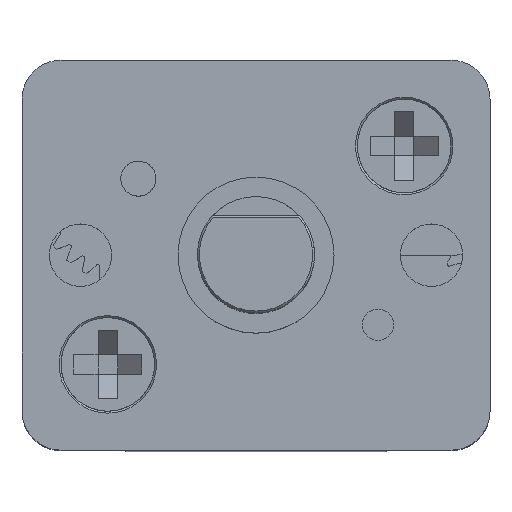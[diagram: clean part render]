
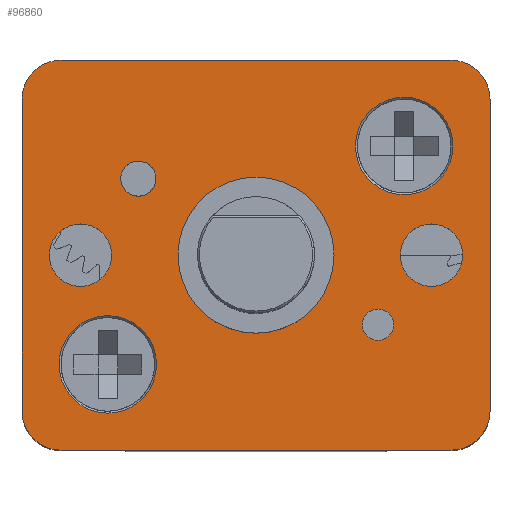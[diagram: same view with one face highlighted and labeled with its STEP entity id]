
A CAD part, top view. The second image highlights one B-rep face of the part: STEP entity #96860.
In plain terms, the highlighted planar face has unit normal (0, 0, 1).
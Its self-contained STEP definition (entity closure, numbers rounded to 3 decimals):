
#1395 = EDGE_CURVE ( 'NONE', #105874, #105874, #9304, .T. ) ;
#2698 = CARTESIAN_POINT ( 'NONE',  ( 5., -4., 9. ) ) ;
#4113 = CARTESIAN_POINT ( 'NONE',  ( 4.5, 0., 9. ) ) ;
#4138 = EDGE_CURVE ( 'NONE', #105749, #65129, #94346, .T. ) ;
#5060 = CARTESIAN_POINT ( 'NONE',  ( -5., 5., 9. ) ) ;
#5096 = FACE_BOUND ( 'NONE', #35220, .T. ) ;
#5670 = CARTESIAN_POINT ( 'NONE',  ( 3.128, -1.782, 9. ) ) ;
#6568 = DIRECTION ( 'NONE',  ( 1., 0., 0. ) ) ;
#7050 = AXIS2_PLACEMENT_3D ( 'NONE', #24002, #59645, #16145 ) ;
#7675 = EDGE_LOOP ( 'NONE', ( #27129 ) ) ;
#7724 = DIRECTION ( 'NONE',  ( 0., 0., -1. ) ) ;
#8475 = DIRECTION ( 'NONE',  ( 1., 0., 0. ) ) ;
#8805 = CARTESIAN_POINT ( 'NONE',  ( -5.05, -2.8, 9. ) ) ;
#9304 = CIRCLE ( 'NONE', #101363, 0.45 ) ;
#9409 = LINE ( 'NONE', #39578, #26175 ) ;
#9893 = EDGE_CURVE ( 'NONE', #92236, #62162, #110703, .T. ) ;
#9926 = VERTEX_POINT ( 'NONE', #8805 ) ;
#11473 = DIRECTION ( 'NONE',  ( 1., 0., 0. ) ) ;
#12139 = ORIENTED_EDGE ( 'NONE', *, *, #36908, .F. ) ;
#12560 = AXIS2_PLACEMENT_3D ( 'NONE', #40371, #7724, #6568 ) ;
#12617 = VERTEX_POINT ( 'NONE', #79251 ) ;
#13566 = ORIENTED_EDGE ( 'NONE', *, *, #104250, .F. ) ;
#13852 = CARTESIAN_POINT ( 'NONE',  ( -6., 5., 9. ) ) ;
#16145 = DIRECTION ( 'NONE',  ( 1., 0., 0. ) ) ;
#16902 = VERTEX_POINT ( 'NONE', #44510 ) ;
#18570 = DIRECTION ( 'NONE',  ( 0., 0., 1. ) ) ;
#18953 = DIRECTION ( 'NONE',  ( 0., 0., -1. ) ) ;
#19968 = EDGE_CURVE ( 'NONE', #59929, #59929, #46941, .T. ) ;
#21086 = ORIENTED_EDGE ( 'NONE', *, *, #32668, .F. ) ;
#22664 = AXIS2_PLACEMENT_3D ( 'NONE', #2698, #38772, #83432 ) ;
#23137 = FACE_OUTER_BOUND ( 'NONE', #82629, .T. ) ;
#23220 = VERTEX_POINT ( 'NONE', #52989 ) ;
#24002 = CARTESIAN_POINT ( 'NONE',  ( -4.5, 0., 9. ) ) ;
#24991 = CIRCLE ( 'NONE', #96963, 0.8 ) ;
#25852 = CIRCLE ( 'NONE', #64229, 1. ) ;
#26175 = VECTOR ( 'NONE', #65996, 1000. ) ;
#27129 = ORIENTED_EDGE ( 'NONE', *, *, #32208, .T. ) ;
#27485 = EDGE_LOOP ( 'NONE', ( #86301 ) ) ;
#29007 = CARTESIAN_POINT ( 'NONE',  ( 3.528, -1.782, 9. ) ) ;
#29507 = AXIS2_PLACEMENT_3D ( 'NONE', #63566, #18953, #81095 ) ;
#30684 = ORIENTED_EDGE ( 'NONE', *, *, #56602, .F. ) ;
#31400 = DIRECTION ( 'NONE',  ( 0., 0., -1. ) ) ;
#31460 = EDGE_CURVE ( 'NONE', #112727, #112727, #70703, .T. ) ;
#31827 = EDGE_CURVE ( 'NONE', #70290, #12617, #9409, .T. ) ;
#32208 = EDGE_CURVE ( 'NONE', #16902, #16902, #55072, .T. ) ;
#32668 = EDGE_CURVE ( 'NONE', #36660, #23220, #35504, .T. ) ;
#33547 = EDGE_CURVE ( 'NONE', #12617, #105749, #101341, .T. ) ;
#33769 = AXIS2_PLACEMENT_3D ( 'NONE', #37945, #46492, #46863 ) ;
#35220 = EDGE_LOOP ( 'NONE', ( #99080 ) ) ;
#35504 = LINE ( 'NONE', #38558, #47972 ) ;
#36206 = ORIENTED_EDGE ( 'NONE', *, *, #41646, .T. ) ;
#36583 = EDGE_LOOP ( 'NONE', ( #83148 ) ) ;
#36660 = VERTEX_POINT ( 'NONE', #5060 ) ;
#36908 = EDGE_CURVE ( 'NONE', #23220, #92236, #91785, .T. ) ;
#37236 = ORIENTED_EDGE ( 'NONE', *, *, #31827, .F. ) ;
#37945 = CARTESIAN_POINT ( 'NONE',  ( 3.8, 2.8, 9. ) ) ;
#38310 = ORIENTED_EDGE ( 'NONE', *, *, #9893, .F. ) ;
#38558 = CARTESIAN_POINT ( 'NONE',  ( -6., 5., 9. ) ) ;
#38772 = DIRECTION ( 'NONE',  ( 0., 0., -1. ) ) ;
#39578 = CARTESIAN_POINT ( 'NONE',  ( -6., -5., 9. ) ) ;
#40008 = ORIENTED_EDGE ( 'NONE', *, *, #4138, .F. ) ;
#40371 = CARTESIAN_POINT ( 'NONE',  ( -6., 5., 9. ) ) ;
#41290 = DIRECTION ( 'NONE',  ( 0., 0., 1. ) ) ;
#41319 = ORIENTED_EDGE ( 'NONE', *, *, #79434, .F. ) ;
#41646 = EDGE_CURVE ( 'NONE', #9926, #9926, #107972, .T. ) ;
#42667 = VECTOR ( 'NONE', #71541, 1000. ) ;
#44129 = CARTESIAN_POINT ( 'NONE',  ( -3.7, 0., 9. ) ) ;
#44510 = CARTESIAN_POINT ( 'NONE',  ( 2.55, 2.8, 9. ) ) ;
#46492 = DIRECTION ( 'NONE',  ( 0., 0., -1. ) ) ;
#46863 = DIRECTION ( 'NONE',  ( -1., 0., 0. ) ) ;
#46941 = CIRCLE ( 'NONE', #58537, 2. ) ;
#47299 = AXIS2_PLACEMENT_3D ( 'NONE', #70143, #97703, #87990 ) ;
#47972 = VECTOR ( 'NONE', #55247, 1000. ) ;
#48511 = CARTESIAN_POINT ( 'NONE',  ( -6., 4., 9. ) ) ;
#49521 = FACE_BOUND ( 'NONE', #104732, .T. ) ;
#49964 = DIRECTION ( 'NONE',  ( 0., 1., 0. ) ) ;
#52989 = CARTESIAN_POINT ( 'NONE',  ( 5., 5., 9. ) ) ;
#54865 = ORIENTED_EDGE ( 'NONE', *, *, #19968, .F. ) ;
#55072 = CIRCLE ( 'NONE', #33769, 1.25 ) ;
#55247 = DIRECTION ( 'NONE',  ( 1., 0., 0. ) ) ;
#56602 = EDGE_CURVE ( 'NONE', #65129, #36660, #25852, .T. ) ;
#57627 = DIRECTION ( 'NONE',  ( 1., 0., 0. ) ) ;
#58537 = AXIS2_PLACEMENT_3D ( 'NONE', #99740, #18570, #63202 ) ;
#59555 = VECTOR ( 'NONE', #49964, 1000. ) ;
#59645 = DIRECTION ( 'NONE',  ( 0., 0., 1. ) ) ;
#59813 = ORIENTED_EDGE ( 'NONE', *, *, #33547, .F. ) ;
#59929 = VERTEX_POINT ( 'NONE', #97726 ) ;
#61986 = FACE_BOUND ( 'NONE', #89556, .T. ) ;
#62162 = VERTEX_POINT ( 'NONE', #84958 ) ;
#63202 = DIRECTION ( 'NONE',  ( 1., 0., 0. ) ) ;
#63566 = CARTESIAN_POINT ( 'NONE',  ( -5., -4., 9. ) ) ;
#64229 = AXIS2_PLACEMENT_3D ( 'NONE', #65931, #31400, #75278 ) ;
#64678 = DIRECTION ( 'NONE',  ( 0., 0., 1. ) ) ;
#65129 = VERTEX_POINT ( 'NONE', #48511 ) ;
#65931 = CARTESIAN_POINT ( 'NONE',  ( -5., 4., 9. ) ) ;
#65996 = DIRECTION ( 'NONE',  ( -1., 0., 0. ) ) ;
#69643 = EDGE_LOOP ( 'NONE', ( #54865 ) ) ;
#70143 = CARTESIAN_POINT ( 'NONE',  ( -3.8, -2.8, 9. ) ) ;
#70290 = VERTEX_POINT ( 'NONE', #114099 ) ;
#70703 = CIRCLE ( 'NONE', #7050, 0.8 ) ;
#70749 = CARTESIAN_POINT ( 'NONE',  ( 6., 5., 9. ) ) ;
#71541 = DIRECTION ( 'NONE',  ( 0., -1., 0. ) ) ;
#72495 = CARTESIAN_POINT ( 'NONE',  ( 5.3, 0., 9. ) ) ;
#74405 = AXIS2_PLACEMENT_3D ( 'NONE', #80302, #114805, #8475 ) ;
#75278 = DIRECTION ( 'NONE',  ( 1., 0., 0. ) ) ;
#77957 = VERTEX_POINT ( 'NONE', #29007 ) ;
#79251 = CARTESIAN_POINT ( 'NONE',  ( -5., -5., 9. ) ) ;
#79434 = EDGE_CURVE ( 'NONE', #62162, #70290, #92561, .T. ) ;
#80302 = CARTESIAN_POINT ( 'NONE',  ( 5., 4., 9. ) ) ;
#81095 = DIRECTION ( 'NONE',  ( 1., 0., 0. ) ) ;
#82629 = EDGE_LOOP ( 'NONE', ( #59813, #37236, #41319, #38310, #12139, #21086, #30684, #40008 ) ) ;
#83148 = ORIENTED_EDGE ( 'NONE', *, *, #99584, .F. ) ;
#83432 = DIRECTION ( 'NONE',  ( 1., 0., 0. ) ) ;
#84279 = FACE_BOUND ( 'NONE', #7675, .T. ) ;
#84815 = DIRECTION ( 'NONE',  ( 1., 0., 0. ) ) ;
#84958 = CARTESIAN_POINT ( 'NONE',  ( 6., -4., 9. ) ) ;
#85384 = PLANE ( 'NONE',  #12560 ) ;
#85604 = FACE_BOUND ( 'NONE', #36583, .T. ) ;
#86301 = ORIENTED_EDGE ( 'NONE', *, *, #31460, .F. ) ;
#87990 = DIRECTION ( 'NONE',  ( -1., 0., 0. ) ) ;
#89556 = EDGE_LOOP ( 'NONE', ( #36206 ) ) ;
#91785 = CIRCLE ( 'NONE', #74405, 1. ) ;
#92236 = VERTEX_POINT ( 'NONE', #111847 ) ;
#92561 = CIRCLE ( 'NONE', #22664, 1. ) ;
#93710 = CIRCLE ( 'NONE', #112190, 0.4 ) ;
#94346 = LINE ( 'NONE', #13852, #59555 ) ;
#96860 = ADVANCED_FACE ( 'NONE', ( #61986, #84279, #85604, #110635, #113442, #5096, #49521, #23137 ), #85384, .F. ) ;
#96963 = AXIS2_PLACEMENT_3D ( 'NONE', #4113, #64678, #11473 ) ;
#97703 = DIRECTION ( 'NONE',  ( 0., 0., -1. ) ) ;
#97726 = CARTESIAN_POINT ( 'NONE',  ( 2., 0., 9. ) ) ;
#99080 = ORIENTED_EDGE ( 'NONE', *, *, #1395, .F. ) ;
#99584 = EDGE_CURVE ( 'NONE', #102960, #102960, #24991, .T. ) ;
#99740 = CARTESIAN_POINT ( 'NONE',  ( 0., 0., 9. ) ) ;
#101341 = CIRCLE ( 'NONE', #29507, 1. ) ;
#101363 = AXIS2_PLACEMENT_3D ( 'NONE', #104188, #41290, #84815 ) ;
#102960 = VERTEX_POINT ( 'NONE', #72495 ) ;
#104188 = CARTESIAN_POINT ( 'NONE',  ( -3.017, 1.964, 9. ) ) ;
#104250 = EDGE_CURVE ( 'NONE', #77957, #77957, #93710, .T. ) ;
#104732 = EDGE_LOOP ( 'NONE', ( #13566 ) ) ;
#105749 = VERTEX_POINT ( 'NONE', #114127 ) ;
#105874 = VERTEX_POINT ( 'NONE', #113229 ) ;
#107972 = CIRCLE ( 'NONE', #47299, 1.25 ) ;
#110635 = FACE_BOUND ( 'NONE', #27485, .T. ) ;
#110703 = LINE ( 'NONE', #70749, #42667 ) ;
#110807 = DIRECTION ( 'NONE',  ( 0., 0., 1. ) ) ;
#111847 = CARTESIAN_POINT ( 'NONE',  ( 6., 4., 9. ) ) ;
#112190 = AXIS2_PLACEMENT_3D ( 'NONE', #5670, #110807, #57627 ) ;
#112727 = VERTEX_POINT ( 'NONE', #44129 ) ;
#113229 = CARTESIAN_POINT ( 'NONE',  ( -2.567, 1.964, 9. ) ) ;
#113442 = FACE_BOUND ( 'NONE', #69643, .T. ) ;
#114099 = CARTESIAN_POINT ( 'NONE',  ( 5., -5., 9. ) ) ;
#114127 = CARTESIAN_POINT ( 'NONE',  ( -6., -4., 9. ) ) ;
#114805 = DIRECTION ( 'NONE',  ( 0., 0., -1. ) ) ;
